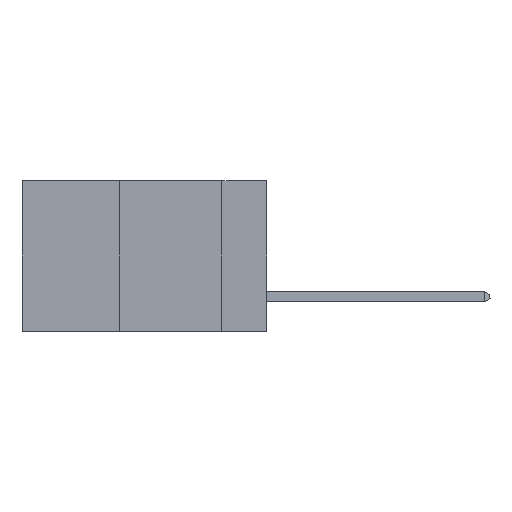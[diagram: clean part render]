
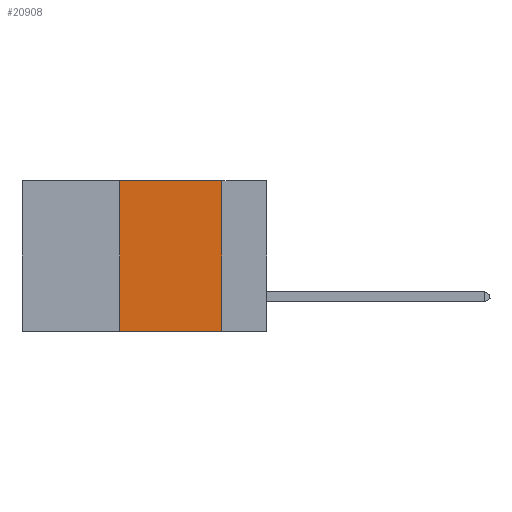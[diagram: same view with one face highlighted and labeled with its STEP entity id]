
A CAD part, left-side view. The second image highlights one B-rep face of the part: STEP entity #20908.
In plain terms, the highlighted planar face has unit normal (-1, 0, 0).
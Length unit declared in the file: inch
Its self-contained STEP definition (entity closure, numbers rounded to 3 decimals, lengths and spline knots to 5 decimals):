
#666 = CARTESIAN_POINT ( 'NONE',  ( 0., 0.6, 0. ) ) ;
#813 = VERTEX_POINT ( 'NONE', #38202 ) ;
#2479 = LINE ( 'NONE', #2491, #4948 ) ;
#2491 = CARTESIAN_POINT ( 'NONE',  ( 0., 0.6, -0.37 ) ) ;
#2624 = DIRECTION ( 'NONE',  ( 0., -1., 0. ) ) ;
#4948 = VECTOR ( 'NONE', #2624, 39.37008 ) ;
#5678 = CARTESIAN_POINT ( 'NONE',  ( 0., 0.11, -0.37 ) ) ;
#8354 = CARTESIAN_POINT ( 'NONE',  ( 0., 0.11, 0. ) ) ;
#9543 = EDGE_CURVE ( 'NONE', #11676, #36475, #36962, .T. ) ;
#11676 = VERTEX_POINT ( 'NONE', #28629 ) ;
#12213 = VECTOR ( 'NONE', #36756, 39.37008 ) ;
#12842 = DIRECTION ( 'NONE',  ( 1., 0., 0. ) ) ;
#12982 = PLANE ( 'NONE',  #35637 ) ;
#14177 = DIRECTION ( 'NONE',  ( 0., 0., -1. ) ) ;
#14314 = CARTESIAN_POINT ( 'NONE',  ( 0., 0.6, 0. ) ) ;
#14776 = ORIENTED_EDGE ( 'NONE', *, *, #37295, .T. ) ;
#15162 = LINE ( 'NONE', #20868, #26038 ) ;
#16568 = DIRECTION ( 'NONE',  ( 0., 0., -1. ) ) ;
#19107 = EDGE_CURVE ( 'NONE', #813, #11676, #15162, .T. ) ;
#20868 = CARTESIAN_POINT ( 'NONE',  ( 0., 0.36, 0. ) ) ;
#20908 = ADVANCED_FACE ( 'NONE', ( #37189 ), #12982, .F. ) ;
#24711 = CARTESIAN_POINT ( 'NONE',  ( 0., 0.11, 0. ) ) ;
#24921 = LINE ( 'NONE', #8354, #28366 ) ;
#26038 = VECTOR ( 'NONE', #30966, 39.37008 ) ;
#26063 = EDGE_CURVE ( 'NONE', #36475, #30616, #24921, .T. ) ;
#28366 = VECTOR ( 'NONE', #14177, 39.37008 ) ;
#28629 = CARTESIAN_POINT ( 'NONE',  ( 0., 0.36, 0. ) ) ;
#30616 = VERTEX_POINT ( 'NONE', #5678 ) ;
#30966 = DIRECTION ( 'NONE',  ( 0., 0., 1. ) ) ;
#35637 = AXIS2_PLACEMENT_3D ( 'NONE', #666, #12842, #16568 ) ;
#36475 = VERTEX_POINT ( 'NONE', #24711 ) ;
#36756 = DIRECTION ( 'NONE',  ( 0., -1., 0. ) ) ;
#36962 = LINE ( 'NONE', #14314, #12213 ) ;
#37189 = FACE_OUTER_BOUND ( 'NONE', #40989, .T. ) ;
#37295 = EDGE_CURVE ( 'NONE', #813, #30616, #2479, .T. ) ;
#37629 = ORIENTED_EDGE ( 'NONE', *, *, #9543, .F. ) ;
#38202 = CARTESIAN_POINT ( 'NONE',  ( 0., 0.36, -0.37 ) ) ;
#38611 = ORIENTED_EDGE ( 'NONE', *, *, #26063, .F. ) ;
#39991 = ORIENTED_EDGE ( 'NONE', *, *, #19107, .F. ) ;
#40989 = EDGE_LOOP ( 'NONE', ( #38611, #37629, #39991, #14776 ) ) ;
